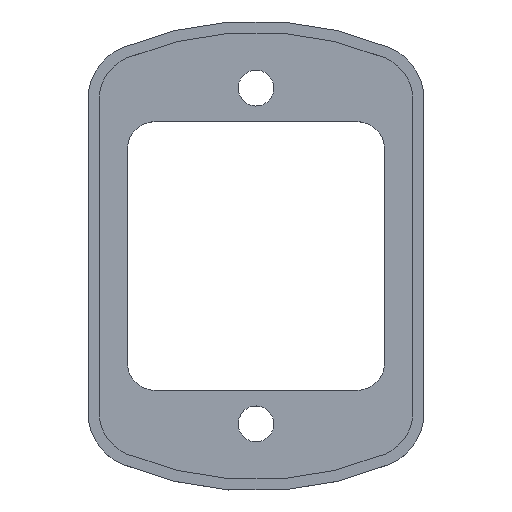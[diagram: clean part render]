
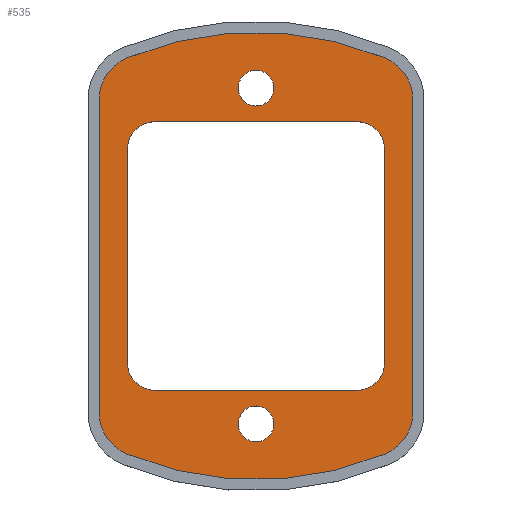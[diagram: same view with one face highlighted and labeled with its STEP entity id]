
A CAD part, top view. The second image highlights one B-rep face of the part: STEP entity #535.
In plain terms, the highlighted planar face has unit normal (0, 0, 1).
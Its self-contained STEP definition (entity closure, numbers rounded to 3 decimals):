
#365=AXIS2_PLACEMENT_3D('Plane Axis2P3D',#362,#363,#364) ;
#369=AXIS2_PLACEMENT_3D('Circle Axis2P3D',#367,#368,$) ;
#378=AXIS2_PLACEMENT_3D('Circle Axis2P3D',#376,#377,$) ;
#392=AXIS2_PLACEMENT_3D('Circle Axis2P3D',#390,#391,$) ;
#399=AXIS2_PLACEMENT_3D('Circle Axis2P3D',#397,#398,$) ;
#406=AXIS2_PLACEMENT_3D('Circle Axis2P3D',#404,#405,$) ;
#420=AXIS2_PLACEMENT_3D('Circle Axis2P3D',#418,#419,$) ;
#435=AXIS2_PLACEMENT_3D('Circle Axis2P3D',#433,#434,$) ;
#444=AXIS2_PLACEMENT_3D('Circle Axis2P3D',#442,#443,$) ;
#453=AXIS2_PLACEMENT_3D('Circle Axis2P3D',#451,#452,$) ;
#462=AXIS2_PLACEMENT_3D('Circle Axis2P3D',#460,#461,$) ;
#480=AXIS2_PLACEMENT_3D('Circle Axis2P3D',#478,#479,$) ;
#494=AXIS2_PLACEMENT_3D('Circle Axis2P3D',#492,#493,$) ;
#508=AXIS2_PLACEMENT_3D('Circle Axis2P3D',#506,#507,$) ;
#522=AXIS2_PLACEMENT_3D('Circle Axis2P3D',#520,#521,$) ;
#362=CARTESIAN_POINT('Axis2P3D Location',(15.,21.,0.9)) ;
#367=CARTESIAN_POINT('Axis2P3D Location',(15.,11.,0.9)) ;
#371=CARTESIAN_POINT('Vertex',(26.538,38.692,0.9)) ;
#373=CARTESIAN_POINT('Vertex',(3.462,38.692,0.9)) ;
#376=CARTESIAN_POINT('Axis2P3D Location',(5.,35.,0.9)) ;
#380=CARTESIAN_POINT('Vertex',(1.,35.,0.9)) ;
#383=CARTESIAN_POINT('Line Origine',(1.,21.,0.9)) ;
#387=CARTESIAN_POINT('Vertex',(1.,7.,0.9)) ;
#390=CARTESIAN_POINT('Axis2P3D Location',(5.,7.,0.9)) ;
#394=CARTESIAN_POINT('Vertex',(3.462,3.308,0.9)) ;
#397=CARTESIAN_POINT('Axis2P3D Location',(15.,31.,0.9)) ;
#401=CARTESIAN_POINT('Vertex',(26.538,3.308,0.9)) ;
#404=CARTESIAN_POINT('Axis2P3D Location',(25.,7.,0.9)) ;
#408=CARTESIAN_POINT('Vertex',(29.,7.,0.9)) ;
#411=CARTESIAN_POINT('Line Origine',(29.,21.,0.9)) ;
#415=CARTESIAN_POINT('Vertex',(29.,35.,0.9)) ;
#418=CARTESIAN_POINT('Axis2P3D Location',(25.,35.,0.9)) ;
#433=CARTESIAN_POINT('Axis2P3D Location',(15.,6.,0.9)) ;
#437=CARTESIAN_POINT('Vertex',(15.767,4.596,0.9)) ;
#439=CARTESIAN_POINT('Vertex',(14.233,7.404,0.9)) ;
#442=CARTESIAN_POINT('Axis2P3D Location',(15.,6.,0.9)) ;
#451=CARTESIAN_POINT('Axis2P3D Location',(15.,36.,0.9)) ;
#455=CARTESIAN_POINT('Vertex',(14.233,37.404,0.9)) ;
#457=CARTESIAN_POINT('Vertex',(15.767,34.596,0.9)) ;
#460=CARTESIAN_POINT('Axis2P3D Location',(15.,36.,0.9)) ;
#469=CARTESIAN_POINT('Line Origine',(15.,33.,0.9)) ;
#473=CARTESIAN_POINT('Vertex',(6.,33.,0.9)) ;
#475=CARTESIAN_POINT('Vertex',(24.,33.,0.9)) ;
#478=CARTESIAN_POINT('Axis2P3D Location',(24.,30.5,0.9)) ;
#482=CARTESIAN_POINT('Vertex',(26.5,30.5,0.9)) ;
#485=CARTESIAN_POINT('Line Origine',(26.5,21.,0.9)) ;
#489=CARTESIAN_POINT('Vertex',(26.5,11.5,0.9)) ;
#492=CARTESIAN_POINT('Axis2P3D Location',(24.,11.5,0.9)) ;
#496=CARTESIAN_POINT('Vertex',(24.,9.,0.9)) ;
#499=CARTESIAN_POINT('Line Origine',(15.,9.,0.9)) ;
#503=CARTESIAN_POINT('Vertex',(6.,9.,0.9)) ;
#506=CARTESIAN_POINT('Axis2P3D Location',(6.,11.5,0.9)) ;
#510=CARTESIAN_POINT('Vertex',(3.5,11.5,0.9)) ;
#513=CARTESIAN_POINT('Line Origine',(3.5,21.,0.9)) ;
#517=CARTESIAN_POINT('Vertex',(3.5,30.5,0.9)) ;
#520=CARTESIAN_POINT('Axis2P3D Location',(6.,30.5,0.9)) ;
#363=DIRECTION('Axis2P3D Direction',(0.,0.,1.)) ;
#364=DIRECTION('Axis2P3D XDirection',(0.,1.,0.)) ;
#368=DIRECTION('Axis2P3D Direction',(0.,0.,1.)) ;
#377=DIRECTION('Axis2P3D Direction',(0.,0.,1.)) ;
#384=DIRECTION('Vector Direction',(0.,1.,0.)) ;
#391=DIRECTION('Axis2P3D Direction',(0.,0.,1.)) ;
#398=DIRECTION('Axis2P3D Direction',(0.,0.,1.)) ;
#405=DIRECTION('Axis2P3D Direction',(0.,0.,1.)) ;
#412=DIRECTION('Vector Direction',(0.,-1.,0.)) ;
#419=DIRECTION('Axis2P3D Direction',(0.,0.,1.)) ;
#434=DIRECTION('Axis2P3D Direction',(0.,0.,1.)) ;
#443=DIRECTION('Axis2P3D Direction',(0.,0.,1.)) ;
#452=DIRECTION('Axis2P3D Direction',(0.,0.,1.)) ;
#461=DIRECTION('Axis2P3D Direction',(0.,0.,1.)) ;
#470=DIRECTION('Vector Direction',(-1.,0.,0.)) ;
#479=DIRECTION('Axis2P3D Direction',(0.,0.,1.)) ;
#486=DIRECTION('Vector Direction',(0.,1.,0.)) ;
#493=DIRECTION('Axis2P3D Direction',(0.,0.,1.)) ;
#500=DIRECTION('Vector Direction',(1.,0.,0.)) ;
#507=DIRECTION('Axis2P3D Direction',(0.,0.,1.)) ;
#514=DIRECTION('Vector Direction',(0.,-1.,0.)) ;
#521=DIRECTION('Axis2P3D Direction',(0.,0.,1.)) ;
#385=VECTOR('Line Direction',#384,1.) ;
#413=VECTOR('Line Direction',#412,1.) ;
#471=VECTOR('Line Direction',#470,1.) ;
#487=VECTOR('Line Direction',#486,1.) ;
#501=VECTOR('Line Direction',#500,1.) ;
#515=VECTOR('Line Direction',#514,1.) ;
#424=ORIENTED_EDGE('',*,*,#375,.T.) ;
#425=ORIENTED_EDGE('',*,*,#382,.T.) ;
#426=ORIENTED_EDGE('',*,*,#389,.T.) ;
#427=ORIENTED_EDGE('',*,*,#396,.T.) ;
#428=ORIENTED_EDGE('',*,*,#403,.T.) ;
#429=ORIENTED_EDGE('',*,*,#410,.T.) ;
#430=ORIENTED_EDGE('',*,*,#417,.T.) ;
#431=ORIENTED_EDGE('',*,*,#422,.T.) ;
#448=ORIENTED_EDGE('',*,*,#441,.F.) ;
#449=ORIENTED_EDGE('',*,*,#446,.F.) ;
#466=ORIENTED_EDGE('',*,*,#459,.F.) ;
#467=ORIENTED_EDGE('',*,*,#464,.F.) ;
#526=ORIENTED_EDGE('',*,*,#477,.T.) ;
#527=ORIENTED_EDGE('',*,*,#484,.T.) ;
#528=ORIENTED_EDGE('',*,*,#491,.T.) ;
#529=ORIENTED_EDGE('',*,*,#498,.T.) ;
#530=ORIENTED_EDGE('',*,*,#505,.T.) ;
#531=ORIENTED_EDGE('',*,*,#512,.T.) ;
#532=ORIENTED_EDGE('',*,*,#519,.T.) ;
#533=ORIENTED_EDGE('',*,*,#524,.T.) ;
#450=FACE_BOUND('',#447,.T.) ;
#468=FACE_BOUND('',#465,.T.) ;
#534=FACE_BOUND('',#525,.T.) ;
#535=ADVANCED_FACE('Hauptk\X2\00F6\X0\rper',(#432,#450,#468,#534),#366,.T.) ;
#370=CIRCLE('generated circle',#369,30.) ;
#379=CIRCLE('generated circle',#378,4.) ;
#393=CIRCLE('generated circle',#392,4.) ;
#400=CIRCLE('generated circle',#399,30.) ;
#407=CIRCLE('generated circle',#406,4.) ;
#421=CIRCLE('generated circle',#420,4.) ;
#436=CIRCLE('generated circle',#435,1.6) ;
#445=CIRCLE('generated circle',#444,1.6) ;
#454=CIRCLE('generated circle',#453,1.6) ;
#463=CIRCLE('generated circle',#462,1.6) ;
#481=CIRCLE('generated circle',#480,2.5) ;
#495=CIRCLE('generated circle',#494,2.5) ;
#509=CIRCLE('generated circle',#508,2.5) ;
#523=CIRCLE('generated circle',#522,2.5) ;
#375=EDGE_CURVE('',#372,#374,#370,.T.) ;
#382=EDGE_CURVE('',#374,#381,#379,.T.) ;
#389=EDGE_CURVE('',#381,#388,#386,.F.) ;
#396=EDGE_CURVE('',#388,#395,#393,.T.) ;
#403=EDGE_CURVE('',#395,#402,#400,.T.) ;
#410=EDGE_CURVE('',#402,#409,#407,.T.) ;
#417=EDGE_CURVE('',#409,#416,#414,.F.) ;
#422=EDGE_CURVE('',#416,#372,#421,.T.) ;
#441=EDGE_CURVE('',#438,#440,#436,.T.) ;
#446=EDGE_CURVE('',#440,#438,#445,.T.) ;
#459=EDGE_CURVE('',#456,#458,#454,.T.) ;
#464=EDGE_CURVE('',#458,#456,#463,.T.) ;
#477=EDGE_CURVE('',#474,#476,#472,.F.) ;
#484=EDGE_CURVE('',#476,#483,#481,.F.) ;
#491=EDGE_CURVE('',#483,#490,#488,.F.) ;
#498=EDGE_CURVE('',#490,#497,#495,.F.) ;
#505=EDGE_CURVE('',#497,#504,#502,.F.) ;
#512=EDGE_CURVE('',#504,#511,#509,.F.) ;
#519=EDGE_CURVE('',#511,#518,#516,.F.) ;
#524=EDGE_CURVE('',#518,#474,#523,.F.) ;
#423=EDGE_LOOP('',(#424,#425,#426,#427,#428,#429,#430,#431)) ;
#447=EDGE_LOOP('',(#448,#449)) ;
#465=EDGE_LOOP('',(#466,#467)) ;
#525=EDGE_LOOP('',(#526,#527,#528,#529,#530,#531,#532,#533)) ;
#432=FACE_OUTER_BOUND('',#423,.T.) ;
#386=LINE('Line',#383,#385) ;
#414=LINE('Line',#411,#413) ;
#472=LINE('Line',#469,#471) ;
#488=LINE('Line',#485,#487) ;
#502=LINE('Line',#499,#501) ;
#516=LINE('Line',#513,#515) ;
#366=PLANE('',#365) ;
#372=VERTEX_POINT('',#371) ;
#374=VERTEX_POINT('',#373) ;
#381=VERTEX_POINT('',#380) ;
#388=VERTEX_POINT('',#387) ;
#395=VERTEX_POINT('',#394) ;
#402=VERTEX_POINT('',#401) ;
#409=VERTEX_POINT('',#408) ;
#416=VERTEX_POINT('',#415) ;
#438=VERTEX_POINT('',#437) ;
#440=VERTEX_POINT('',#439) ;
#456=VERTEX_POINT('',#455) ;
#458=VERTEX_POINT('',#457) ;
#474=VERTEX_POINT('',#473) ;
#476=VERTEX_POINT('',#475) ;
#483=VERTEX_POINT('',#482) ;
#490=VERTEX_POINT('',#489) ;
#497=VERTEX_POINT('',#496) ;
#504=VERTEX_POINT('',#503) ;
#511=VERTEX_POINT('',#510) ;
#518=VERTEX_POINT('',#517) ;
